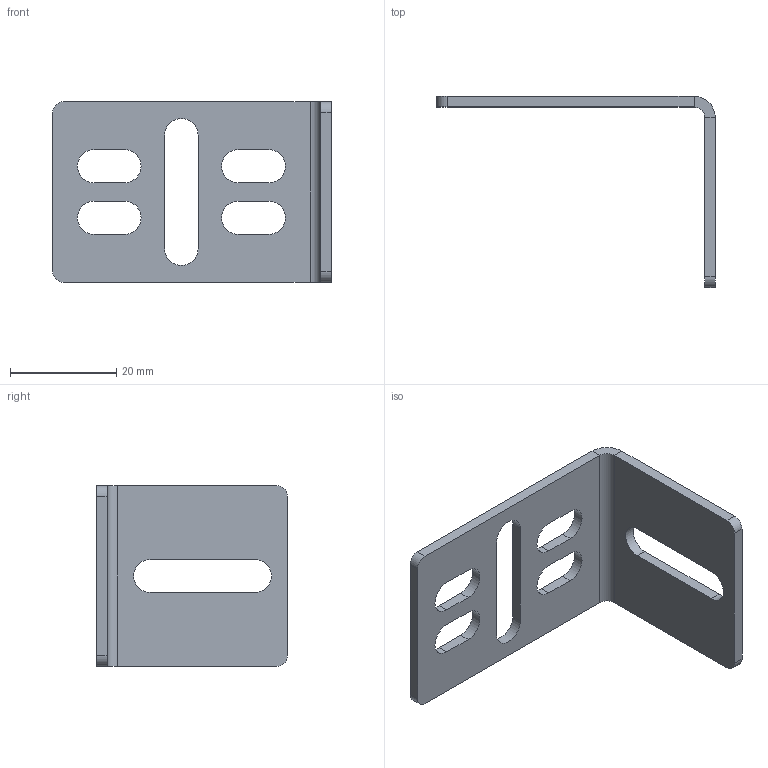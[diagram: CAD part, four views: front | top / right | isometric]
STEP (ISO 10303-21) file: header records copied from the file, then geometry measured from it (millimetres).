
FILE_DESCRIPTION (( 'STEP AP214' ), '1' );
FILE_NAME ('Ñáîðêà1.STEP', '2024-06-26T12:54:17', ( '' ), ( '' ), 'SwSTEP 2.0', 'SolidWorks 2022', '' );
FILE_SCHEMA (( 'AUTOMOTIVE_DESIGN' ));
Length unit declared in the file: millimetre
Products named in the file (2): Сборка1; A640 Крепление для кабель-канала B654 SNSS.00.075_1
Assembly tree (1 placements, depth 2):
  Сборка1
    A640 Крепление для кабель-канала B654 SNSS.00.075_1
Bounding box: 52.5 x 36 x 34 mm (x, y, z)
Volume: 4613 mm3; surface area: 5575.9 mm2
Topology: 1 solids, 1 shells, 47 faces, 127 edges, 82 vertices
Faces by surface type: plane 24, cylinder 23
Entity records: 1573 total; most frequent: DIRECTION 275, CARTESIAN_POINT 260, ORIENTED_EDGE 254, EDGE_CURVE 127, AXIS2_PLACEMENT_3D 97, VERTEX_POINT 82, LINE 81, VECTOR 81
